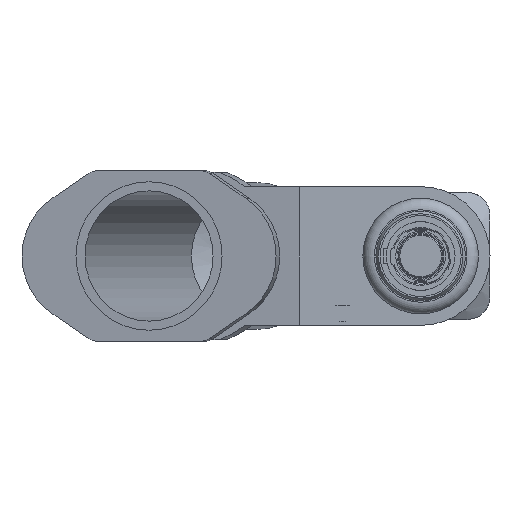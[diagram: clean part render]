
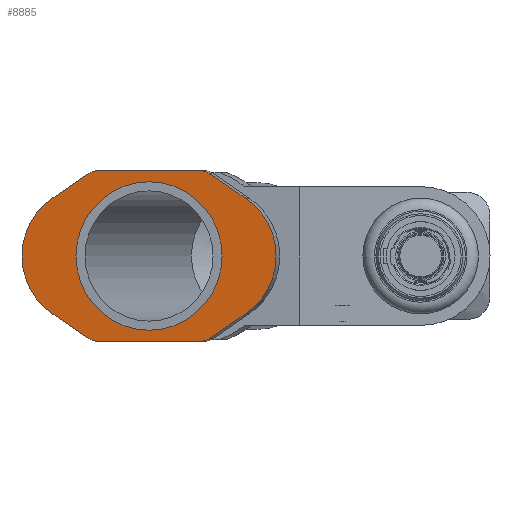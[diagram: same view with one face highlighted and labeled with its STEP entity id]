
A CAD part, left-side view. The second image highlights one B-rep face of the part: STEP entity #8885.
In plain terms, the highlighted face is planar.
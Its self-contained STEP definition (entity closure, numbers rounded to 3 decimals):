
#1119=LINE('',#16974,#1698);
#1123=LINE('',#16983,#1702);
#1129=LINE('',#16996,#1708);
#1132=LINE('',#17006,#1711);
#1135=LINE('',#17013,#1714);
#1141=LINE('',#17026,#1720);
#1698=VECTOR('',#13597,1000.);
#1702=VECTOR('',#13603,1000.);
#1708=VECTOR('',#13611,1000.);
#1711=VECTOR('',#13622,1000.);
#1714=VECTOR('',#13627,1000.);
#1720=VECTOR('',#13635,1000.);
#1907=FACE_BOUND('',#3116,.T.);
#2449=FACE_OUTER_BOUND('',#3115,.T.);
#3115=EDGE_LOOP('',(#8046,#8047,#8048,#8049,#8050,#8051,#8052,#8053,#8054,
#8055,#8056,#8057));
#3116=EDGE_LOOP('',(#8058));
#3652=CIRCLE('',#10751,12.);
#3655=CIRCLE('',#10758,12.85);
#3656=CIRCLE('',#10760,12.);
#3662=CIRCLE('',#10768,2.5);
#3663=CIRCLE('',#10769,2.5);
#3664=CIRCLE('',#10770,2.5);
#3665=CIRCLE('',#10771,2.5);
#4416=VERTEX_POINT('',#16972);
#4417=VERTEX_POINT('',#16973);
#4420=VERTEX_POINT('',#16981);
#4421=VERTEX_POINT('',#16982);
#4426=VERTEX_POINT('',#16993);
#4427=VERTEX_POINT('',#16995);
#4428=VERTEX_POINT('',#16999);
#4430=VERTEX_POINT('',#17005);
#4432=VERTEX_POINT('',#17011);
#4433=VERTEX_POINT('',#17012);
#4438=VERTEX_POINT('',#17023);
#4439=VERTEX_POINT('',#17025);
#4441=VERTEX_POINT('',#17031);
#5614=EDGE_CURVE('',#4416,#4417,#1119,.T.);
#5618=EDGE_CURVE('',#4420,#4421,#1123,.T.);
#5624=EDGE_CURVE('',#4426,#4427,#1129,.T.);
#5626=EDGE_CURVE('',#4427,#4428,#3652,.T.);
#5629=EDGE_CURVE('',#4430,#4428,#1132,.T.);
#5632=EDGE_CURVE('',#4432,#4433,#1135,.T.);
#5638=EDGE_CURVE('',#4438,#4439,#1141,.T.);
#5642=EDGE_CURVE('',#4441,#4441,#3655,.T.);
#5643=EDGE_CURVE('',#4417,#4439,#3656,.T.);
#5649=EDGE_CURVE('',#4438,#4432,#3662,.T.);
#5650=EDGE_CURVE('',#4433,#4430,#3663,.T.);
#5651=EDGE_CURVE('',#4426,#4421,#3664,.T.);
#5652=EDGE_CURVE('',#4420,#4416,#3665,.T.);
#8046=ORIENTED_EDGE('',*,*,#5638,.F.);
#8047=ORIENTED_EDGE('',*,*,#5649,.T.);
#8048=ORIENTED_EDGE('',*,*,#5632,.T.);
#8049=ORIENTED_EDGE('',*,*,#5650,.T.);
#8050=ORIENTED_EDGE('',*,*,#5629,.T.);
#8051=ORIENTED_EDGE('',*,*,#5626,.F.);
#8052=ORIENTED_EDGE('',*,*,#5624,.F.);
#8053=ORIENTED_EDGE('',*,*,#5651,.T.);
#8054=ORIENTED_EDGE('',*,*,#5618,.F.);
#8055=ORIENTED_EDGE('',*,*,#5652,.T.);
#8056=ORIENTED_EDGE('',*,*,#5614,.T.);
#8057=ORIENTED_EDGE('',*,*,#5643,.T.);
#8058=ORIENTED_EDGE('',*,*,#5642,.F.);
#8343=PLANE('',#10767);
#8885=ADVANCED_FACE('',(#2449,#1907),#8343,.T.);
#10751=AXIS2_PLACEMENT_3D('',#17000,#13615,#13616);
#10758=AXIS2_PLACEMENT_3D('',#17033,#13642,#13643);
#10760=AXIS2_PLACEMENT_3D('',#17035,#13646,#13647);
#10767=AXIS2_PLACEMENT_3D('',#17042,#13660,#13661);
#10768=AXIS2_PLACEMENT_3D('',#17043,#13662,#13663);
#10769=AXIS2_PLACEMENT_3D('',#17044,#13664,#13665);
#10770=AXIS2_PLACEMENT_3D('',#17045,#13666,#13667);
#10771=AXIS2_PLACEMENT_3D('',#17046,#13668,#13669);
#13597=DIRECTION('',(-0.828,0.,-0.561));
#13603=DIRECTION('',(1.,0.,0.));
#13611=DIRECTION('',(0.828,0.,-0.561));
#13615=DIRECTION('center_axis',(0.,1.,0.));
#13616=DIRECTION('ref_axis',(0.,0.,-1.));
#13622=DIRECTION('',(0.828,0.,0.561));
#13627=DIRECTION('',(1.,0.,0.));
#13635=DIRECTION('',(-0.828,0.,0.561));
#13642=DIRECTION('center_axis',(0.,-1.,0.));
#13643=DIRECTION('ref_axis',(0.,0.,-1.));
#13646=DIRECTION('center_axis',(0.,-1.,0.));
#13647=DIRECTION('ref_axis',(0.,0.,-1.));
#13660=DIRECTION('center_axis',(0.,-1.,0.));
#13661=DIRECTION('ref_axis',(0.,0.,-1.));
#13662=DIRECTION('center_axis',(0.,-1.,0.));
#13663=DIRECTION('ref_axis',(0.,0.,-1.));
#13664=DIRECTION('center_axis',(0.,-1.,0.));
#13665=DIRECTION('ref_axis',(0.,0.,-1.));
#13666=DIRECTION('center_axis',(0.,-1.,0.));
#13667=DIRECTION('ref_axis',(0.,0.,-1.));
#13668=DIRECTION('center_axis',(0.,-1.,0.));
#13669=DIRECTION('ref_axis',(0.,0.,-1.));
#16972=CARTESIAN_POINT('',(-10.635,0.,14.302));
#16973=CARTESIAN_POINT('',(-17.082,0.,9.935));
#16974=CARTESIAN_POINT('',(-9.985,0.,14.742));
#16981=CARTESIAN_POINT('',(-9.233,0.,14.732));
#16982=CARTESIAN_POINT('',(9.233,0.,14.732));
#16983=CARTESIAN_POINT('',(0.,0.,14.732));
#16993=CARTESIAN_POINT('',(10.635,0.,14.302));
#16995=CARTESIAN_POINT('',(17.082,0.,9.935));
#16996=CARTESIAN_POINT('',(9.985,0.,14.742));
#16999=CARTESIAN_POINT('',(17.082,0.,-9.935));
#17000=CARTESIAN_POINT('Origin',(10.352,0.,0.));
#17005=CARTESIAN_POINT('',(10.635,0.,-14.302));
#17006=CARTESIAN_POINT('',(9.985,0.,-14.742));
#17011=CARTESIAN_POINT('',(-9.233,0.,-14.732));
#17012=CARTESIAN_POINT('',(9.233,0.,-14.732));
#17013=CARTESIAN_POINT('',(0.,0.,-14.732));
#17023=CARTESIAN_POINT('',(-10.635,0.,-14.302));
#17025=CARTESIAN_POINT('',(-17.082,0.,-9.935));
#17026=CARTESIAN_POINT('',(-9.985,0.,-14.742));
#17031=CARTESIAN_POINT('',(0.,0.,12.85));
#17033=CARTESIAN_POINT('Origin',(0.,0.,0.));
#17035=CARTESIAN_POINT('Origin',(-10.352,0.,0.));
#17042=CARTESIAN_POINT('Origin',(0.,0.,0.));
#17043=CARTESIAN_POINT('Origin',(-9.233,0.,-12.232));
#17044=CARTESIAN_POINT('Origin',(9.233,0.,-12.232));
#17045=CARTESIAN_POINT('Origin',(9.233,0.,12.232));
#17046=CARTESIAN_POINT('Origin',(-9.233,0.,12.232));
